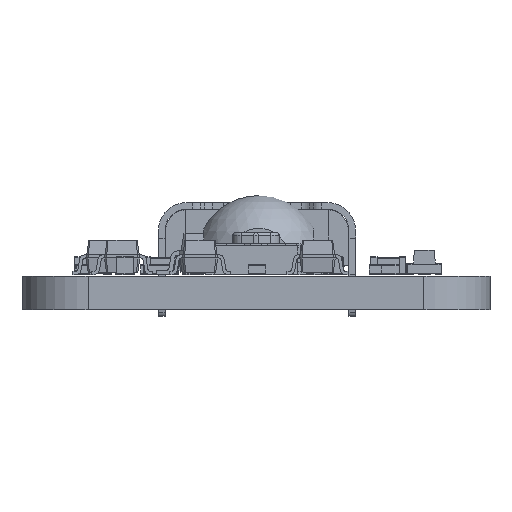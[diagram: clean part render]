
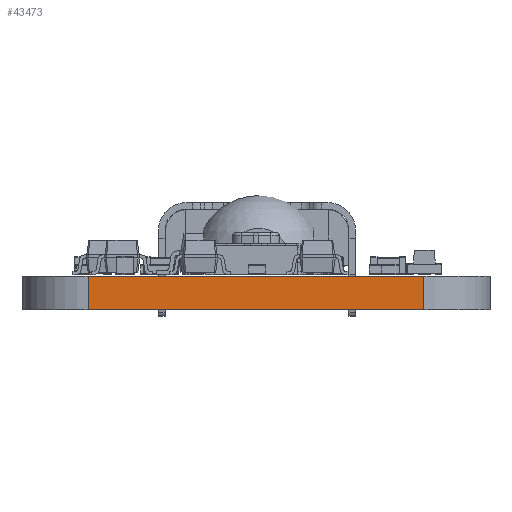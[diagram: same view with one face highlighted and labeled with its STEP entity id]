
A CAD part, front view. The second image highlights one B-rep face of the part: STEP entity #43473.
In plain terms, the highlighted planar face has unit normal (0, -1, 0).
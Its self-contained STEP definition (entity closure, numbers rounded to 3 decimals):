
#42878 = VERTEX_POINT('',#42879);
#42879 = CARTESIAN_POINT('',(45.212,-94.742,0.));
#42886 = EDGE_CURVE('',#42887,#42878,#42889,.T.);
#42887 = VERTEX_POINT('',#42888);
#42888 = CARTESIAN_POINT('',(60.452,-94.742,0.));
#42889 = LINE('',#42890,#42891);
#42890 = CARTESIAN_POINT('',(60.452,-94.742,0.));
#42891 = VECTOR('',#42892,1.);
#42892 = DIRECTION('',(-1.,0.,0.));
#43162 = VERTEX_POINT('',#43163);
#43163 = CARTESIAN_POINT('',(45.212,-94.742,1.51));
#43170 = EDGE_CURVE('',#43171,#43162,#43173,.T.);
#43171 = VERTEX_POINT('',#43172);
#43172 = CARTESIAN_POINT('',(60.452,-94.742,1.51));
#43173 = LINE('',#43174,#43175);
#43174 = CARTESIAN_POINT('',(60.452,-94.742,1.51));
#43175 = VECTOR('',#43176,1.);
#43176 = DIRECTION('',(-1.,0.,0.));
#43445 = EDGE_CURVE('',#42887,#43171,#43446,.T.);
#43446 = LINE('',#43447,#43448);
#43447 = CARTESIAN_POINT('',(60.452,-94.742,0.));
#43448 = VECTOR('',#43449,1.);
#43449 = DIRECTION('',(0.,0.,1.));
#43473 = ADVANCED_FACE('',(#43474),#43485,.T.);
#43474 = FACE_BOUND('',#43475,.T.);
#43475 = EDGE_LOOP('',(#43476,#43477,#43478,#43484));
#43476 = ORIENTED_EDGE('',*,*,#43445,.T.);
#43477 = ORIENTED_EDGE('',*,*,#43170,.T.);
#43478 = ORIENTED_EDGE('',*,*,#43479,.F.);
#43479 = EDGE_CURVE('',#42878,#43162,#43480,.T.);
#43480 = LINE('',#43481,#43482);
#43481 = CARTESIAN_POINT('',(45.212,-94.742,0.));
#43482 = VECTOR('',#43483,1.);
#43483 = DIRECTION('',(0.,0.,1.));
#43484 = ORIENTED_EDGE('',*,*,#42886,.F.);
#43485 = PLANE('',#43486);
#43486 = AXIS2_PLACEMENT_3D('',#43487,#43488,#43489);
#43487 = CARTESIAN_POINT('',(60.452,-94.742,0.));
#43488 = DIRECTION('',(0.,-1.,0.));
#43489 = DIRECTION('',(-1.,0.,0.));
